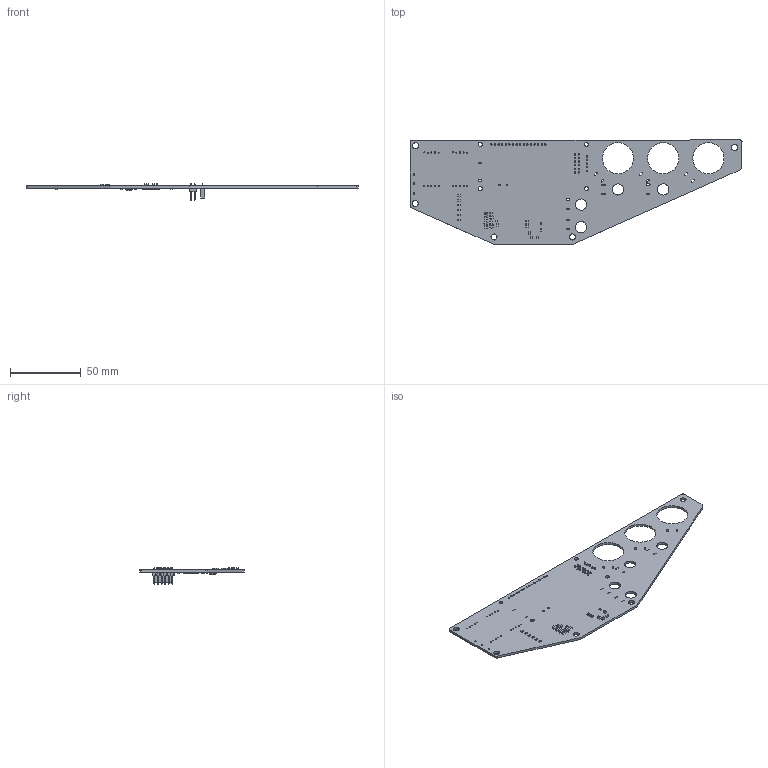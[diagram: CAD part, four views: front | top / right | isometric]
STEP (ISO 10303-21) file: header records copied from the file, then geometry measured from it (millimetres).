
FILE_DESCRIPTION(('KiCad electronic assembly'),'2;1');
FILE_NAME('Dash-PCB.step','2025-04-29T18:26:42',('Pcbnew'),('Kicad'), 'Open CASCADE STEP processor 7.8','KiCad to STEP converter','Unknown' );
FILE_SCHEMA(('AUTOMOTIVE_DESIGN { 1 0 10303 214 1 1 1 1 }'));
Length unit declared in the file: millimetre
Products named in the file (20): Dash-PCB 1; R_0805_2012Metric; C_0805_2012Metric; SOT-23; SOT_23; Fuse_0603_1608Metric; PinHeader_2x06_P2.54mm_Vertical; PinHeader_2x06_P254mm_Vertical; C_0603_1608Metric; SOIC-8_3.9x4.9mm_P1.27mm; SOIC_8_39x49mm_P127mm; TQFP-44_10x10mm_P0.8mm; TQFP_44_10x10mm_P08mm; PinSocket_1x05_P2.54mm_Vertical; PinSocket_1x05_P254mm_Vertical; Dash-PCB_PCB
Assembly tree (58 placements, depth 3):
  Dash-PCB 1
    R_0805_2012Metric  x25
      R_0805_2012Metric
    C_0805_2012Metric  x10
      C_0805_2012Metric
    SOT-23  x4
      SOT_23
    Fuse_0603_1608Metric  x2
      Fuse_0603_1608Metric
    PinHeader_2x06_P2.54mm_Vertical
      PinHeader_2x06_P254mm_Vertical
    C_0603_1608Metric  x3
      C_0603_1608Metric
    SOIC-8_3.9x4.9mm_P1.27mm
      SOIC_8_39x49mm_P127mm
    TQFP-44_10x10mm_P0.8mm
      TQFP_44_10x10mm_P08mm
    PinSocket_1x05_P2.54mm_Vertical
      PinSocket_1x05_P254mm_Vertical
    Dash-PCB_PCB
Bounding box: 234.99 x 73.64 x 11.64 mm (x, y, z)
Volume: 19602.9 mm3; surface area: 27367.7 mm2
Topology: 49 solids, 49 shells, 2802 faces, 7255 edges, 4618 vertices
Faces by surface type: plane 1846, cylinder 740, bspline 216
Full cylindrical faces by diameter (mm): 0.5 x1, 0.6 x1, 0.762 x20, 1 x33, 1.2 x5, 2.8 x4, 4.3 x5, 8 x4, 22.001 x3
Entity records: 62302 total; most frequent: CARTESIAN_POINT 11526, ORIENTED_EDGE 8446, DIRECTION 7927, EDGE_CURVE 4223, LINE 3359, VECTOR 3359, VERTEX_POINT 2672, AXIS2_PLACEMENT_3D 2284
